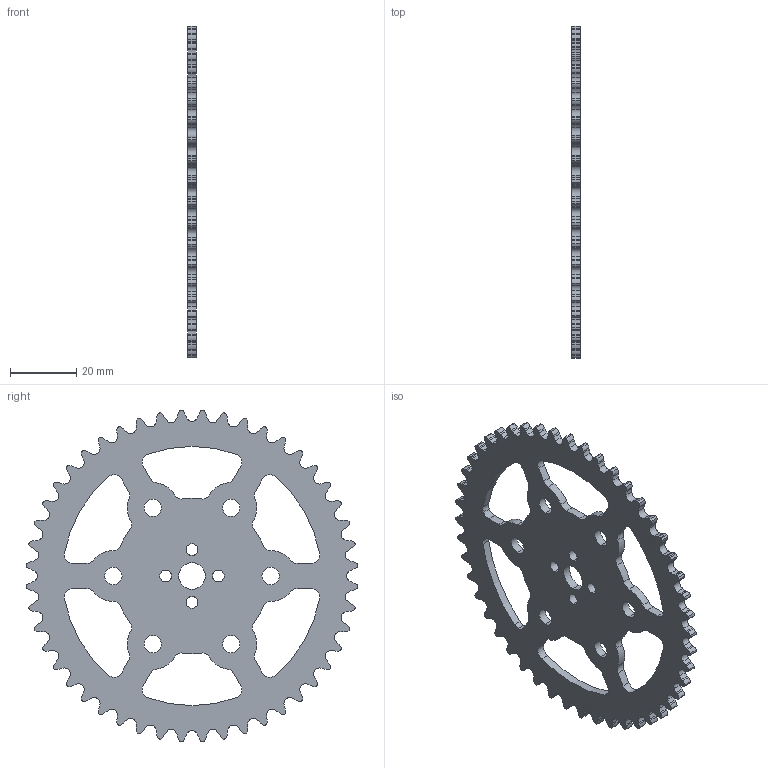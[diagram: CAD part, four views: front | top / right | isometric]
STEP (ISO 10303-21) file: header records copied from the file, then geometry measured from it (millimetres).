
FILE_DESCRIPTION (( 'STEP AP214' ), '1' );
FILE_NAME ('am-3286 48t Ninja Star Sprocket.STEP', '2015-10-07T14:14:23', ( '' ), ( '' ), 'SwSTEP 2.0', 'SolidWorks 2014', '' );
FILE_SCHEMA (( 'AUTOMOTIVE_DESIGN' ));
Length unit declared in the file: inch
Products named in the file (1): am-3286 48t Ninja Star Sprocket
Bounding box: 2.49 x 100.52 x 100.52 mm (x, y, z)
Volume: 12567.7 mm3; surface area: 12859.1 mm2
Topology: 1 solids, 1 shells, 513 faces, 1533 edges, 1022 vertices
Faces by surface type: cylinder 403, plane 110
Entity records: 17801 total; most frequent: DIRECTION 3367, CARTESIAN_POINT 3069, ORIENTED_EDGE 3066, EDGE_CURVE 1533, AXIS2_PLACEMENT_3D 1320, VERTEX_POINT 1022, CIRCLE 806, VECTOR 727
